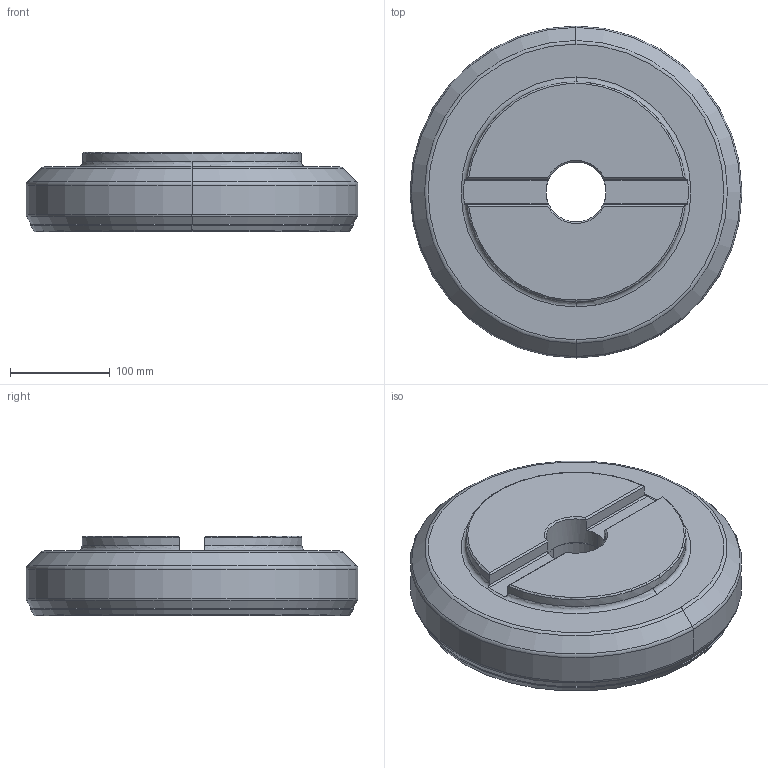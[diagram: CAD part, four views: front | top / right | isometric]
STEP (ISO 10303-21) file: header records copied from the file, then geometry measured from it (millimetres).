
FILE_DESCRIPTION((''),'2;1');
FILE_NAME('6MDK315R00','2022-04-14T',('ruebsamenm'),(''),'CREO PARAMETRIC BY PTC INC, 2017480','CREO PARAMETRIC BY PTC INC, 2017480','');
FILE_SCHEMA(('AUTOMOTIVE_DESIGN { 1 0 10303 214 1 1 1 1 }'));
Length unit declared in the file: millimetre
Products named in the file (3): NOCUT; CUT; 6MDK315R00
Assembly tree (2 placements, depth 2):
  6MDK315R00
    NOCUT
    CUT
Bounding box: 332 x 332 x 79.99 mm (x, y, z)
Volume: 4574077.1 mm3; surface area: 302807.4 mm2
Topology: 2 solids, 2 shells, 78 faces, 174 edges, 100 vertices
Faces by surface type: revolution 22, plane 16, torus 16, cone 12, cylinder 12
Entity records: 4468 total; most frequent: CARTESIAN_POINT 1916, DIRECTION 404, ORIENTED_EDGE 348, PRESENTATION_STYLE_ASSIGNMENT 192, STYLED_ITEM 192, CURVE_STYLE 190, EDGE_CURVE 174, AXIS2_PLACEMENT_3D 169
